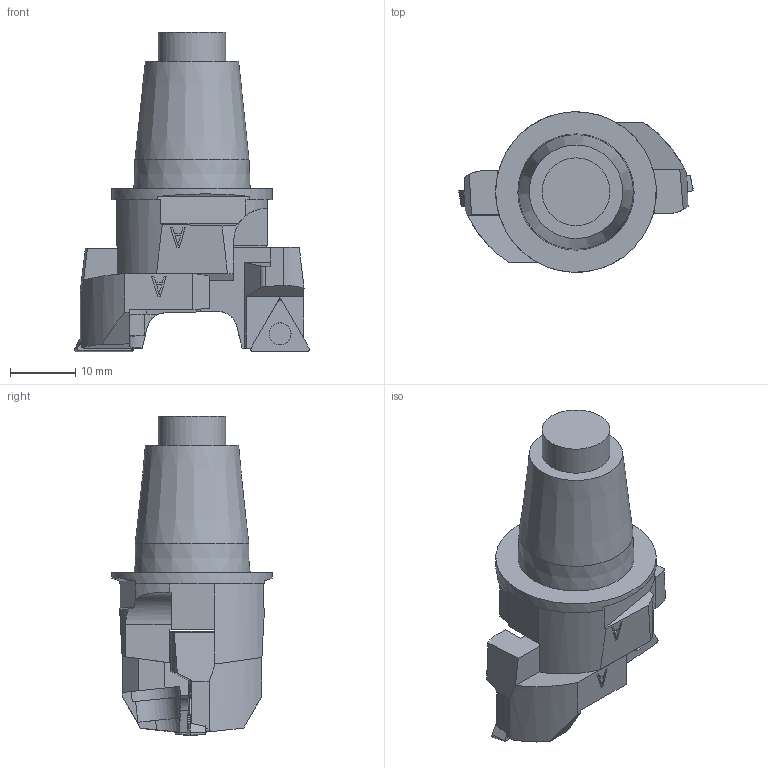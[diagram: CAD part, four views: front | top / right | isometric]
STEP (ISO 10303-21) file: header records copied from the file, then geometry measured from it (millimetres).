
FILE_DESCRIPTION(/* description */ (''),/* implementation_level */ '2;1');
FILE_NAME(/* name */ '1548226747632.stp',/* time_stamp */ '2019-01-23T07:59:24+01:00',/* author */ (''),/* organization */ ('SMS'),/* preprocessor_version */ 'ST-DEVELOPER v15',/* originating_system */ 'SIEMENS PLM Software NX 8.5',/* authorisation */ '');
FILE_SCHEMA (('AUTOMOTIVE_DESIGN { 1 0 10303 214 3 1 1 1 }'));
Length unit declared in the file: millimetre
Products named in the file (10): ASSEMBLY_CONSTRUCTION; 202021695mod000_00; IsoTurningInsert; 202021522mod000_00; 200952572mod000_01; 202021719mod000_00; 202021677mod000_00; 202027060mod000_00
Assembly tree (10 placements, depth 3):
  202027060mod000_00
    202021677mod000_00
      202021522mod000_00
      IsoTurningInsert
      ASSEMBLY_CONSTRUCTION
    202021719mod000_00
      202021695mod000_00
      IsoTurningInsert
      ASSEMBLY_CONSTRUCTION
    ASSEMBLY_CONSTRUCTION
    200952572mod000_01
Bounding box: 36 x 24.58 x 49 mm (x, y, z)
Volume: 12314 mm3; surface area: 5779.2 mm2
Topology: 5 solids, 5 shells, 208 faces, 549 edges, 383 vertices
Faces by surface type: plane 136, cylinder 33, extrusion 17, cone 14, torus 8
Full cylindrical faces by diameter (mm): 2.5 x4, 10.4 x1, 24.6 x1
Entity records: 6851 total; most frequent: CARTESIAN_POINT 1781, ORIENTED_EDGE 988, DIRECTION 922, EDGE_CURVE 494, VERTEX_POINT 336, AXIS2_PLACEMENT_3D 309, VECTOR 304, LINE 287
